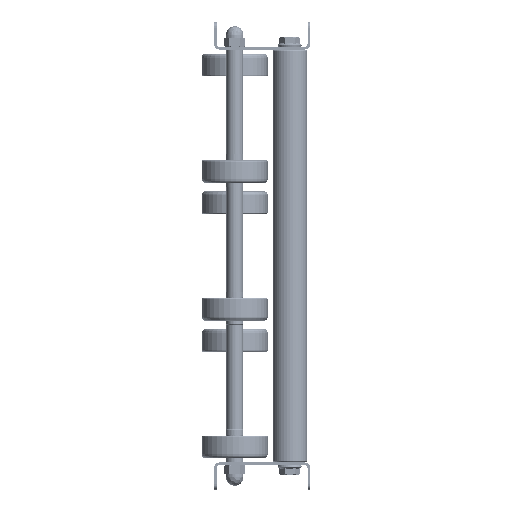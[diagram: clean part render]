
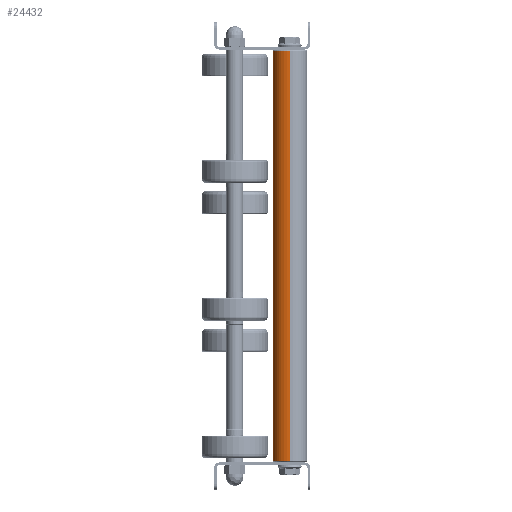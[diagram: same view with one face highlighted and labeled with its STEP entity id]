
A CAD part, left-side view. The second image highlights one B-rep face of the part: STEP entity #24432.
In plain terms, the highlighted cylindrical face has radius 12.5 mm (diameter 25 mm), a partial arc.
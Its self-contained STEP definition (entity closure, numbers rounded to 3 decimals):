
#155 = DIRECTION ( 'NONE',  ( 1., 0., 0. ) ) ;
#604 = CARTESIAN_POINT ( 'NONE',  ( 1., 0., 0. ) ) ;
#749 = CARTESIAN_POINT ( 'NONE',  ( 299., 0., -12.5 ) ) ;
#3382 = DIRECTION ( 'NONE',  ( -1., 0., 0. ) ) ;
#4348 = ORIENTED_EDGE ( 'NONE', *, *, #43716, .T. ) ;
#4892 = VECTOR ( 'NONE', #11612, 1000. ) ;
#5854 = EDGE_CURVE ( 'NONE', #23919, #11663, #23378, .T. ) ;
#6055 = DIRECTION ( 'NONE',  ( -1., 0., 0. ) ) ;
#6571 = ORIENTED_EDGE ( 'NONE', *, *, #5854, .T. ) ;
#7566 = DIRECTION ( 'NONE',  ( 0., 0., -1. ) ) ;
#7717 = CARTESIAN_POINT ( 'NONE',  ( 299., 0., 0. ) ) ;
#9212 = DIRECTION ( 'NONE',  ( 0., 0., 1. ) ) ;
#9541 = VECTOR ( 'NONE', #3382, 1000. ) ;
#11450 = ORIENTED_EDGE ( 'NONE', *, *, #41921, .T. ) ;
#11512 = VERTEX_POINT ( 'NONE', #18588 ) ;
#11612 = DIRECTION ( 'NONE',  ( -1., 0., 0. ) ) ;
#11663 = VERTEX_POINT ( 'NONE', #36330 ) ;
#13483 = EDGE_LOOP ( 'NONE', ( #4348, #6571, #11450, #14446 ) ) ;
#14446 = ORIENTED_EDGE ( 'NONE', *, *, #18710, .F. ) ;
#14499 = CIRCLE ( 'NONE', #28815, 12.5 ) ;
#18261 = CIRCLE ( 'NONE', #20402, 12.5 ) ;
#18588 = CARTESIAN_POINT ( 'NONE',  ( 299., 0., 12.5 ) ) ;
#18710 = EDGE_CURVE ( 'NONE', #11512, #18876, #38568, .T. ) ;
#18876 = VERTEX_POINT ( 'NONE', #27076 ) ;
#20402 = AXIS2_PLACEMENT_3D ( 'NONE', #7717, #24142, #21415 ) ;
#21415 = DIRECTION ( 'NONE',  ( 0., 0., -1. ) ) ;
#22891 = FACE_OUTER_BOUND ( 'NONE', #13483, .T. ) ;
#23378 = LINE ( 'NONE', #37089, #9541 ) ;
#23919 = VERTEX_POINT ( 'NONE', #749 ) ;
#24142 = DIRECTION ( 'NONE',  ( -1., 0., 0. ) ) ;
#24432 = ADVANCED_FACE ( 'NONE', ( #22891 ), #32805, .T. ) ;
#27076 = CARTESIAN_POINT ( 'NONE',  ( 1., 0., 12.5 ) ) ;
#28815 = AXIS2_PLACEMENT_3D ( 'NONE', #604, #155, #7566 ) ;
#32805 = CYLINDRICAL_SURFACE ( 'NONE', #36814, 12.5 ) ;
#36330 = CARTESIAN_POINT ( 'NONE',  ( 1., 0., -12.5 ) ) ;
#36814 = AXIS2_PLACEMENT_3D ( 'NONE', #39312, #6055, #9212 ) ;
#37089 = CARTESIAN_POINT ( 'NONE',  ( 300., 0., -12.5 ) ) ;
#38568 = LINE ( 'NONE', #42374, #4892 ) ;
#39312 = CARTESIAN_POINT ( 'NONE',  ( 300., 0., 0. ) ) ;
#41921 = EDGE_CURVE ( 'NONE', #11663, #18876, #14499, .T. ) ;
#42374 = CARTESIAN_POINT ( 'NONE',  ( 300., 0., 12.5 ) ) ;
#43716 = EDGE_CURVE ( 'NONE', #11512, #23919, #18261, .T. ) ;
